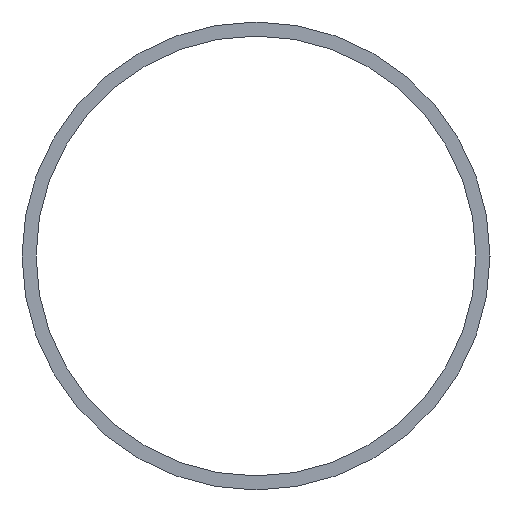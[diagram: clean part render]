
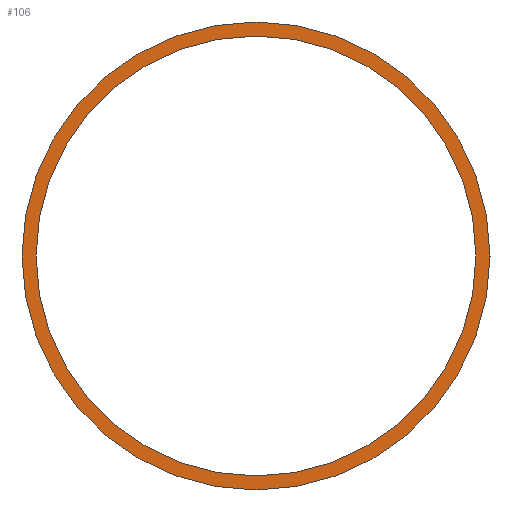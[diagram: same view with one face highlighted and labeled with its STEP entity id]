
A CAD part, left-side view. The second image highlights one B-rep face of the part: STEP entity #106.
In plain terms, the highlighted planar face has unit normal (-1, 0, 0).
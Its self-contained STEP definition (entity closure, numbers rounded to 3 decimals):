
#1 = CARTESIAN_POINT ( 'NONE',  ( -55., 0., 0. ) ) ;
#2 = DIRECTION ( 'NONE',  ( -1., 0., 0. ) ) ;
#3 = CIRCLE ( 'NONE', #84, 2.5 ) ;
#5 = CIRCLE ( 'NONE', #93, 2.35 ) ;
#12 = AXIS2_PLACEMENT_3D ( 'NONE', #150, #127, #214 ) ;
#17 = EDGE_CURVE ( 'NONE', #162, #112, #125, .T. ) ;
#19 = CIRCLE ( 'NONE', #200, 2.35 ) ;
#25 = EDGE_LOOP ( 'NONE', ( #91, #70 ) ) ;
#29 = CARTESIAN_POINT ( 'NONE',  ( -55., 0., 2.5 ) ) ;
#30 = CARTESIAN_POINT ( 'NONE',  ( -55., 0., 0. ) ) ;
#31 = DIRECTION ( 'NONE',  ( -1., 0., 0. ) ) ;
#39 = EDGE_CURVE ( 'NONE', #52, #55, #19, .T. ) ;
#41 = PLANE ( 'NONE',  #12 ) ;
#46 = CARTESIAN_POINT ( 'NONE',  ( -55., 0., 0. ) ) ;
#50 = CARTESIAN_POINT ( 'NONE',  ( -55., 0., 0. ) ) ;
#52 = VERTEX_POINT ( 'NONE', #136 ) ;
#55 = VERTEX_POINT ( 'NONE', #177 ) ;
#56 = EDGE_CURVE ( 'NONE', #112, #162, #3, .T. ) ;
#60 = EDGE_LOOP ( 'NONE', ( #164, #193 ) ) ;
#62 = DIRECTION ( 'NONE',  ( -1., 0., 0. ) ) ;
#68 = DIRECTION ( 'NONE',  ( 0., 0., 1. ) ) ;
#70 = ORIENTED_EDGE ( 'NONE', *, *, #17, .T. ) ;
#72 = DIRECTION ( 'NONE',  ( -1., 0., 0. ) ) ;
#77 = EDGE_CURVE ( 'NONE', #55, #52, #5, .T. ) ;
#84 = AXIS2_PLACEMENT_3D ( 'NONE', #30, #72, #213 ) ;
#91 = ORIENTED_EDGE ( 'NONE', *, *, #56, .T. ) ;
#93 = AXIS2_PLACEMENT_3D ( 'NONE', #46, #62, #211 ) ;
#106 = ADVANCED_FACE ( 'NONE', ( #198, #137 ), #41, .F. ) ;
#112 = VERTEX_POINT ( 'NONE', #29 ) ;
#118 = AXIS2_PLACEMENT_3D ( 'NONE', #50, #2, #68 ) ;
#125 = CIRCLE ( 'NONE', #118, 2.5 ) ;
#127 = DIRECTION ( 'NONE',  ( 1., 0., 0. ) ) ;
#131 = CARTESIAN_POINT ( 'NONE',  ( -55., 0., -2.5 ) ) ;
#136 = CARTESIAN_POINT ( 'NONE',  ( -55., 0., -2.35 ) ) ;
#137 = FACE_OUTER_BOUND ( 'NONE', #25, .T. ) ;
#149 = DIRECTION ( 'NONE',  ( 0., 0., 1. ) ) ;
#150 = CARTESIAN_POINT ( 'NONE',  ( -55., 2.5, 0. ) ) ;
#162 = VERTEX_POINT ( 'NONE', #131 ) ;
#164 = ORIENTED_EDGE ( 'NONE', *, *, #77, .F. ) ;
#177 = CARTESIAN_POINT ( 'NONE',  ( -55., 0., 2.35 ) ) ;
#193 = ORIENTED_EDGE ( 'NONE', *, *, #39, .F. ) ;
#198 = FACE_BOUND ( 'NONE', #60, .T. ) ;
#200 = AXIS2_PLACEMENT_3D ( 'NONE', #1, #31, #149 ) ;
#211 = DIRECTION ( 'NONE',  ( 0., 0., 1. ) ) ;
#213 = DIRECTION ( 'NONE',  ( 0., 0., 1. ) ) ;
#214 = DIRECTION ( 'NONE',  ( 0., 0., -1. ) ) ;
